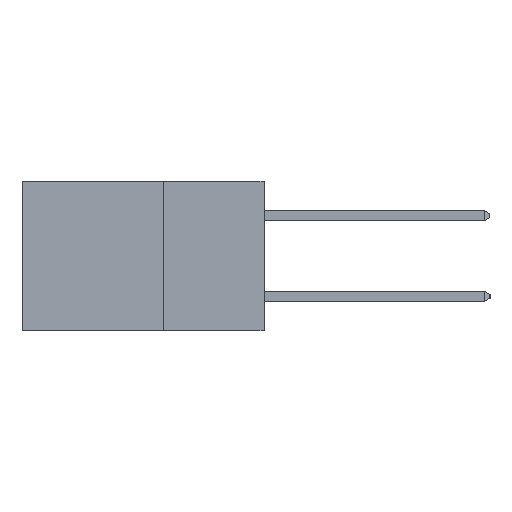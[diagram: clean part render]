
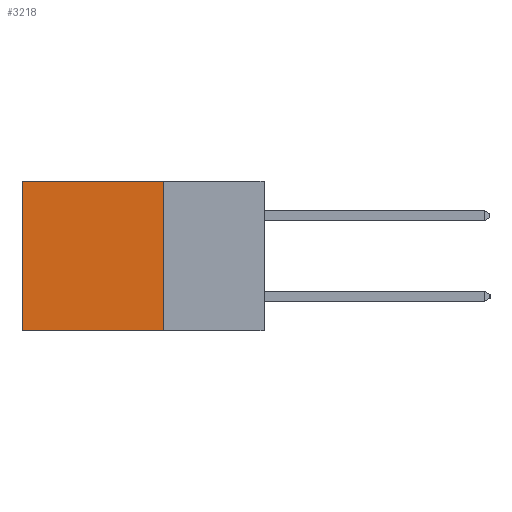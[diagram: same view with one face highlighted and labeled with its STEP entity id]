
A CAD part, left-side view. The second image highlights one B-rep face of the part: STEP entity #3218.
In plain terms, the highlighted planar face has unit normal (-1, 0, 0).
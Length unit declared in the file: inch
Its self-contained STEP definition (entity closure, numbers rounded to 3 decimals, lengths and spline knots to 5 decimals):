
#107 = CARTESIAN_POINT ( 'NONE',  ( 0.2615, 0.6, -0.37 ) ) ;
#309 = DIRECTION ( 'NONE',  ( 0., 0., -1. ) ) ;
#730 = ORIENTED_EDGE ( 'NONE', *, *, #1005, .T. ) ;
#745 = ORIENTED_EDGE ( 'NONE', *, *, #2693, .F. ) ;
#924 = CARTESIAN_POINT ( 'NONE',  ( 0.2615, 0.25, -0.37 ) ) ;
#1005 = EDGE_CURVE ( 'NONE', #10560, #9674, #10270, .T. ) ;
#1751 = EDGE_LOOP ( 'NONE', ( #730, #2115, #745, #4765 ) ) ;
#2115 = ORIENTED_EDGE ( 'NONE', *, *, #12514, .F. ) ;
#2371 = FACE_OUTER_BOUND ( 'NONE', #1751, .T. ) ;
#2693 = EDGE_CURVE ( 'NONE', #3240, #4165, #10961, .T. ) ;
#2883 = VECTOR ( 'NONE', #8975, 39.37008 ) ;
#3145 = DIRECTION ( 'NONE',  ( 0., 1., 0. ) ) ;
#3171 = LINE ( 'NONE', #11637, #10622 ) ;
#3218 = ADVANCED_FACE ( 'NONE', ( #2371 ), #11632, .F. ) ;
#3240 = VERTEX_POINT ( 'NONE', #12569 ) ;
#4165 = VERTEX_POINT ( 'NONE', #7416 ) ;
#4532 = EDGE_CURVE ( 'NONE', #3240, #10560, #11788, .T. ) ;
#4765 = ORIENTED_EDGE ( 'NONE', *, *, #4532, .T. ) ;
#4896 = CARTESIAN_POINT ( 'NONE',  ( 0.2615, 0.6, -0.37 ) ) ;
#5900 = CARTESIAN_POINT ( 'NONE',  ( 0.2615, 0.25, -0.37 ) ) ;
#6850 = DIRECTION ( 'NONE',  ( 0., 0., -1. ) ) ;
#7355 = VECTOR ( 'NONE', #309, 39.37008 ) ;
#7416 = CARTESIAN_POINT ( 'NONE',  ( 0.2615, 0.25, -0.37 ) ) ;
#8415 = AXIS2_PLACEMENT_3D ( 'NONE', #5900, #12531, #6850 ) ;
#8766 = DIRECTION ( 'NONE',  ( 0., 1., 0. ) ) ;
#8975 = DIRECTION ( 'NONE',  ( 0., 0., -1. ) ) ;
#9060 = CARTESIAN_POINT ( 'NONE',  ( 0.2615, 0.6, 0. ) ) ;
#9284 = VECTOR ( 'NONE', #3145, 39.37008 ) ;
#9674 = VERTEX_POINT ( 'NONE', #4896 ) ;
#10270 = LINE ( 'NONE', #107, #7355 ) ;
#10560 = VERTEX_POINT ( 'NONE', #9060 ) ;
#10622 = VECTOR ( 'NONE', #8766, 39.37008 ) ;
#10961 = LINE ( 'NONE', #924, #2883 ) ;
#11632 = PLANE ( 'NONE',  #8415 ) ;
#11637 = CARTESIAN_POINT ( 'NONE',  ( 0.2615, 0.25, -0.37 ) ) ;
#11788 = LINE ( 'NONE', #12704, #9284 ) ;
#12514 = EDGE_CURVE ( 'NONE', #4165, #9674, #3171, .T. ) ;
#12531 = DIRECTION ( 'NONE',  ( 1., 0., 0. ) ) ;
#12569 = CARTESIAN_POINT ( 'NONE',  ( 0.2615, 0.25, 0. ) ) ;
#12704 = CARTESIAN_POINT ( 'NONE',  ( 0.2615, 0.25, 0. ) ) ;
